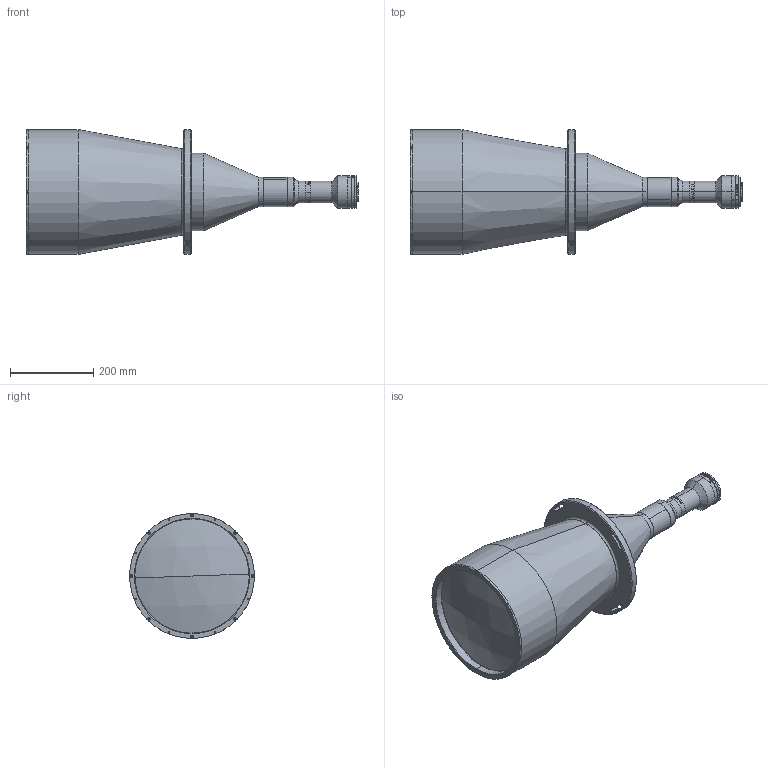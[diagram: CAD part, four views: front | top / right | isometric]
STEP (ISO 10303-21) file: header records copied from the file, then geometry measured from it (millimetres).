
FILE_DESCRIPTION (( 'STEP AP203' ), '1' );
FILE_NAME ('XF-PTL26838-F.STEP', '2019-07-22T02:24:34', ( 'puyufan' ), ( '' ), 'SwSTEP 2.0', 'SolidWorks 2014', '' );
FILE_SCHEMA (( 'CONFIG_CONTROL_DESIGN' ));
Length unit declared in the file: millimetre
Products named in the file (1): XF-PTL26838-F
Bounding box: 797.97 x 300 x 300 mm (x, y, z)
Surface area: 687068 mm2 (no closed solid volume)
Topology: 0 solids, 52 shells, 321 faces, 1485 edges, 1197 vertices
Faces by surface type: cylinder 146, plane 95, torus 40, cone 36, sphere 4
Entity records: 20692 total; most frequent: CARTESIAN_POINT 8836, DIRECTION 2477, ORIENTED_EDGE 2048, EDGE_CURVE 1473, VERTEX_POINT 1197, AXIS2_PLACEMENT_3D 954, CIRCLE 632, LINE 569
